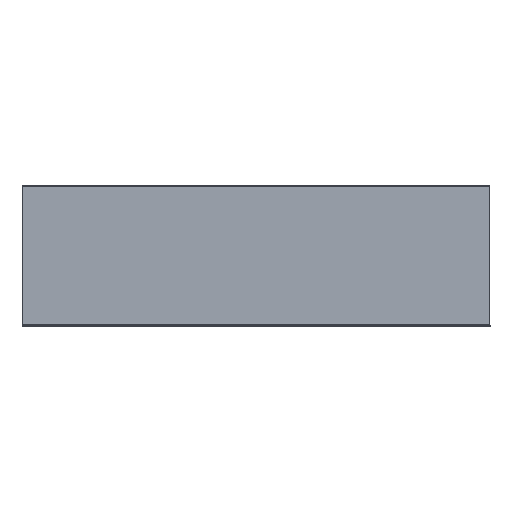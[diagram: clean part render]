
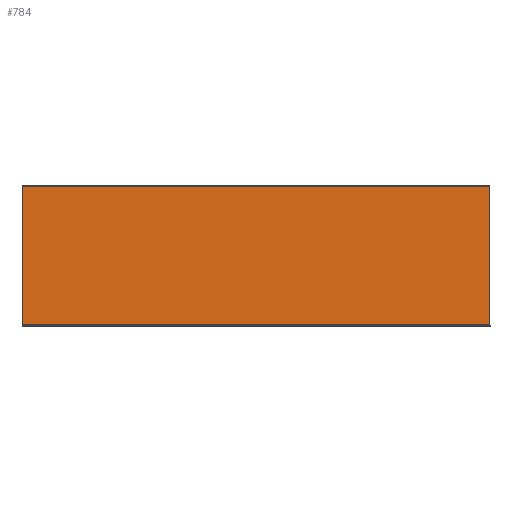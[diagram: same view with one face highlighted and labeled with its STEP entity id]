
A CAD part, top view. The second image highlights one B-rep face of the part: STEP entity #784.
In plain terms, the highlighted face is planar.
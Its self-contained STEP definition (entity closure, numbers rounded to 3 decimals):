
#98 = CARTESIAN_POINT ( 'NONE',  ( -1000., -298.5, -3. ) ) ;
#117 = EDGE_CURVE ( 'NONE', #2645, #2937, #2378, .T. ) ;
#143 = VECTOR ( 'NONE', #473, 1000. ) ;
#196 = DIRECTION ( 'NONE',  ( -1., 0., 0. ) ) ;
#273 = EDGE_CURVE ( 'NONE', #2875, #2645, #4358, .T. ) ;
#278 = VECTOR ( 'NONE', #1026, 1000. ) ;
#317 = CARTESIAN_POINT ( 'NONE',  ( -1000., 298.5, -3. ) ) ;
#394 = CARTESIAN_POINT ( 'NONE',  ( 1000., -292.5, -3. ) ) ;
#473 = DIRECTION ( 'NONE',  ( -1., 0., 0. ) ) ;
#543 = FACE_OUTER_BOUND ( 'NONE', #2171, .T. ) ;
#784 = ADVANCED_FACE ( 'NONE', ( #543 ), #2530, .T. ) ;
#1026 = DIRECTION ( 'NONE',  ( 0., 1., 0. ) ) ;
#1185 = EDGE_CURVE ( 'NONE', #4377, #2875, #4254, .T. ) ;
#1242 = LINE ( 'NONE', #1870, #143 ) ;
#1250 = CARTESIAN_POINT ( 'NONE',  ( -1000., -292.5, -3. ) ) ;
#1520 = DIRECTION ( 'NONE',  ( 0., -1., 0. ) ) ;
#1528 = ORIENTED_EDGE ( 'NONE', *, *, #117, .F. ) ;
#1793 = VECTOR ( 'NONE', #2516, 1000. ) ;
#1870 = CARTESIAN_POINT ( 'NONE',  ( -1000., 298.5, -3. ) ) ;
#1918 = DIRECTION ( 'NONE',  ( 0., 0., -1. ) ) ;
#2152 = ORIENTED_EDGE ( 'NONE', *, *, #3603, .F. ) ;
#2171 = EDGE_LOOP ( 'NONE', ( #1528, #3625, #3606, #2152 ) ) ;
#2257 = CARTESIAN_POINT ( 'NONE',  ( 1000., 298.5, -3. ) ) ;
#2339 = AXIS2_PLACEMENT_3D ( 'NONE', #3580, #1918, #196 ) ;
#2378 = LINE ( 'NONE', #3769, #278 ) ;
#2516 = DIRECTION ( 'NONE',  ( 1., 0., 0. ) ) ;
#2530 = PLANE ( 'NONE',  #2339 ) ;
#2645 = VERTEX_POINT ( 'NONE', #394 ) ;
#2875 = VERTEX_POINT ( 'NONE', #3312 ) ;
#2937 = VERTEX_POINT ( 'NONE', #2257 ) ;
#3312 = CARTESIAN_POINT ( 'NONE',  ( -1000., -292.5, -3. ) ) ;
#3574 = VECTOR ( 'NONE', #1520, 1000. ) ;
#3580 = CARTESIAN_POINT ( 'NONE',  ( 0., 0., -3. ) ) ;
#3603 = EDGE_CURVE ( 'NONE', #2937, #4377, #1242, .T. ) ;
#3606 = ORIENTED_EDGE ( 'NONE', *, *, #1185, .F. ) ;
#3625 = ORIENTED_EDGE ( 'NONE', *, *, #273, .F. ) ;
#3769 = CARTESIAN_POINT ( 'NONE',  ( 1000., -298.5, -3. ) ) ;
#4254 = LINE ( 'NONE', #98, #3574 ) ;
#4358 = LINE ( 'NONE', #1250, #1793 ) ;
#4377 = VERTEX_POINT ( 'NONE', #317 ) ;
